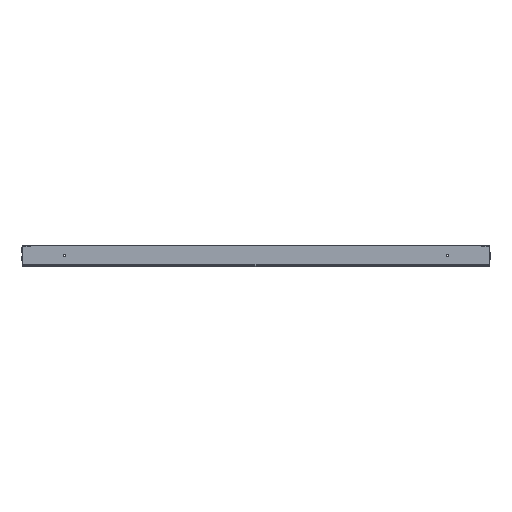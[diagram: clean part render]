
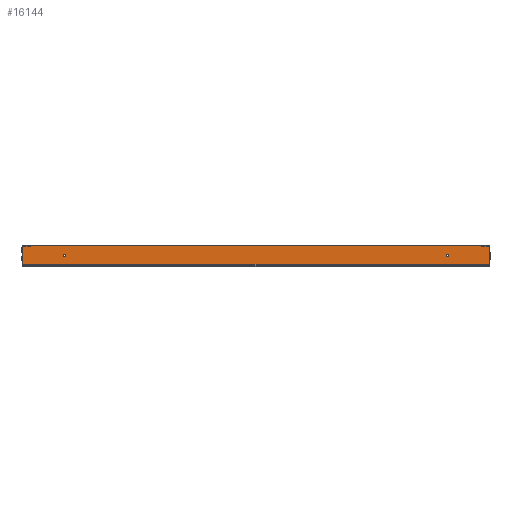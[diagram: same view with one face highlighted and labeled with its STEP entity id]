
A CAD part, front view. The second image highlights one B-rep face of the part: STEP entity #16144.
In plain terms, the highlighted planar face has unit normal (0, -1, 0).
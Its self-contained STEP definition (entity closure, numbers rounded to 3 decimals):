
#1263 = EDGE_CURVE ( 'NONE', #12090, #33700, #44585, .T. ) ;
#1380 = CARTESIAN_POINT ( 'NONE',  ( -450., -900., 21. ) ) ;
#2063 = CARTESIAN_POINT ( 'NONE',  ( 547.929, -900., 47. ) ) ;
#2286 = CARTESIAN_POINT ( 'NONE',  ( -546.929, -900., 48. ) ) ;
#2370 = AXIS2_PLACEMENT_3D ( 'NONE', #48301, #40139, #16835 ) ;
#3350 = PLANE ( 'NONE',  #45627 ) ;
#3485 = DIRECTION ( 'NONE',  ( 0., -1., 0. ) ) ;
#3589 = CARTESIAN_POINT ( 'NONE',  ( -450., -900., 24. ) ) ;
#3610 = VERTEX_POINT ( 'NONE', #20865 ) ;
#3658 = EDGE_CURVE ( 'NONE', #20355, #28962, #48180, .T. ) ;
#4183 = LINE ( 'NONE', #38971, #34215 ) ;
#4926 = CARTESIAN_POINT ( 'NONE',  ( -547.929, -900., 47. ) ) ;
#5156 = ORIENTED_EDGE ( 'NONE', *, *, #42038, .T. ) ;
#5701 = CARTESIAN_POINT ( 'NONE',  ( 450., -900., 24. ) ) ;
#6138 = VERTEX_POINT ( 'NONE', #2286 ) ;
#6814 = EDGE_LOOP ( 'NONE', ( #13095, #5156, #12358, #21528, #21298, #33498 ) ) ;
#7325 = EDGE_LOOP ( 'NONE', ( #26664, #38193 ) ) ;
#7417 = DIRECTION ( 'NONE',  ( 0., 1., 0. ) ) ;
#8881 = VECTOR ( 'NONE', #48818, 1000. ) ;
#10432 = CIRCLE ( 'NONE', #45538, 1. ) ;
#11056 = AXIS2_PLACEMENT_3D ( 'NONE', #5701, #44325, #21278 ) ;
#12090 = VERTEX_POINT ( 'NONE', #1380 ) ;
#12358 = ORIENTED_EDGE ( 'NONE', *, *, #3658, .F. ) ;
#12856 = ORIENTED_EDGE ( 'NONE', *, *, #1263, .T. ) ;
#13095 = ORIENTED_EDGE ( 'NONE', *, *, #29433, .T. ) ;
#15063 = EDGE_CURVE ( 'NONE', #44045, #45196, #4183, .T. ) ;
#15644 = EDGE_CURVE ( 'NONE', #33700, #12090, #49708, .T. ) ;
#16144 = ADVANCED_FACE ( 'NONE', ( #23031, #38392, #26867 ), #3350, .F. ) ;
#16835 = DIRECTION ( 'NONE',  ( 0., 0., 1. ) ) ;
#16971 = EDGE_CURVE ( 'NONE', #44045, #20355, #42484, .T. ) ;
#17435 = ORIENTED_EDGE ( 'NONE', *, *, #15644, .T. ) ;
#17866 = CARTESIAN_POINT ( 'NONE',  ( 0., -900., 48. ) ) ;
#18456 = AXIS2_PLACEMENT_3D ( 'NONE', #21002, #40448, #23154 ) ;
#18811 = CARTESIAN_POINT ( 'NONE',  ( 546.929, -900., 47. ) ) ;
#18923 = CARTESIAN_POINT ( 'NONE',  ( 0., -900., 0. ) ) ;
#19770 = DIRECTION ( 'NONE',  ( 0., 0., 1. ) ) ;
#20306 = CARTESIAN_POINT ( 'NONE',  ( -547.929, -900., 0. ) ) ;
#20355 = VERTEX_POINT ( 'NONE', #25878 ) ;
#20865 = CARTESIAN_POINT ( 'NONE',  ( 450., -900., 27. ) ) ;
#21002 = CARTESIAN_POINT ( 'NONE',  ( -450., -900., 24. ) ) ;
#21199 = EDGE_CURVE ( 'NONE', #48451, #3610, #26584, .T. ) ;
#21278 = DIRECTION ( 'NONE',  ( 0., 0., 1. ) ) ;
#21298 = ORIENTED_EDGE ( 'NONE', *, *, #15063, .T. ) ;
#21528 = ORIENTED_EDGE ( 'NONE', *, *, #16971, .F. ) ;
#22709 = EDGE_CURVE ( 'NONE', #45196, #33192, #10432, .T. ) ;
#22769 = DIRECTION ( 'NONE',  ( 0., 0., 1. ) ) ;
#23031 = FACE_BOUND ( 'NONE', #29580, .T. ) ;
#23154 = DIRECTION ( 'NONE',  ( 0., 0., 1. ) ) ;
#24760 = CARTESIAN_POINT ( 'NONE',  ( 547.929, -900., 2. ) ) ;
#25878 = CARTESIAN_POINT ( 'NONE',  ( -547.929, -900., 2. ) ) ;
#26584 = CIRCLE ( 'NONE', #11056, 3. ) ;
#26664 = ORIENTED_EDGE ( 'NONE', *, *, #28366, .T. ) ;
#26867 = FACE_OUTER_BOUND ( 'NONE', #6814, .T. ) ;
#27683 = CIRCLE ( 'NONE', #2370, 3. ) ;
#27989 = DIRECTION ( 'NONE',  ( 0., 0., 1. ) ) ;
#28366 = EDGE_CURVE ( 'NONE', #3610, #48451, #27683, .T. ) ;
#28962 = VERTEX_POINT ( 'NONE', #4926 ) ;
#29433 = EDGE_CURVE ( 'NONE', #33192, #6138, #40903, .T. ) ;
#29580 = EDGE_LOOP ( 'NONE', ( #17435, #12856 ) ) ;
#30441 = CARTESIAN_POINT ( 'NONE',  ( 450., -900., 21. ) ) ;
#30471 = CARTESIAN_POINT ( 'NONE',  ( -550., -900., 2. ) ) ;
#30725 = DIRECTION ( 'NONE',  ( -1., 0., 0. ) ) ;
#32835 = VECTOR ( 'NONE', #30725, 1000. ) ;
#33192 = VERTEX_POINT ( 'NONE', #39971 ) ;
#33348 = AXIS2_PLACEMENT_3D ( 'NONE', #40140, #39631, #44481 ) ;
#33498 = ORIENTED_EDGE ( 'NONE', *, *, #22709, .T. ) ;
#33700 = VERTEX_POINT ( 'NONE', #37357 ) ;
#34215 = VECTOR ( 'NONE', #19770, 1000. ) ;
#34547 = DIRECTION ( 'NONE',  ( 0., 1., 0. ) ) ;
#37357 = CARTESIAN_POINT ( 'NONE',  ( -450., -900., 27. ) ) ;
#38193 = ORIENTED_EDGE ( 'NONE', *, *, #21199, .T. ) ;
#38392 = FACE_BOUND ( 'NONE', #7325, .T. ) ;
#38971 = CARTESIAN_POINT ( 'NONE',  ( 547.929, -900., 0. ) ) ;
#39136 = DIRECTION ( 'NONE',  ( 0., 0., 1. ) ) ;
#39631 = DIRECTION ( 'NONE',  ( 0., -1., 0. ) ) ;
#39971 = CARTESIAN_POINT ( 'NONE',  ( 546.929, -900., 48. ) ) ;
#40139 = DIRECTION ( 'NONE',  ( 0., 1., 0. ) ) ;
#40140 = CARTESIAN_POINT ( 'NONE',  ( -546.929, -900., 47. ) ) ;
#40448 = DIRECTION ( 'NONE',  ( 0., 1., 0. ) ) ;
#40903 = LINE ( 'NONE', #17866, #8881 ) ;
#42038 = EDGE_CURVE ( 'NONE', #6138, #28962, #46301, .T. ) ;
#42343 = AXIS2_PLACEMENT_3D ( 'NONE', #3589, #7417, #22769 ) ;
#42484 = LINE ( 'NONE', #30471, #32835 ) ;
#44045 = VERTEX_POINT ( 'NONE', #24760 ) ;
#44325 = DIRECTION ( 'NONE',  ( 0., 1., 0. ) ) ;
#44481 = DIRECTION ( 'NONE',  ( 0., 0., 1. ) ) ;
#44585 = CIRCLE ( 'NONE', #18456, 3. ) ;
#45196 = VERTEX_POINT ( 'NONE', #2063 ) ;
#45538 = AXIS2_PLACEMENT_3D ( 'NONE', #18811, #3485, #50008 ) ;
#45627 = AXIS2_PLACEMENT_3D ( 'NONE', #18923, #34547, #39136 ) ;
#46301 = CIRCLE ( 'NONE', #33348, 1. ) ;
#48180 = LINE ( 'NONE', #20306, #48722 ) ;
#48301 = CARTESIAN_POINT ( 'NONE',  ( 450., -900., 24. ) ) ;
#48451 = VERTEX_POINT ( 'NONE', #30441 ) ;
#48722 = VECTOR ( 'NONE', #27989, 1000. ) ;
#48818 = DIRECTION ( 'NONE',  ( -1., 0., 0. ) ) ;
#49708 = CIRCLE ( 'NONE', #42343, 3. ) ;
#50008 = DIRECTION ( 'NONE',  ( 0., 0., 1. ) ) ;
